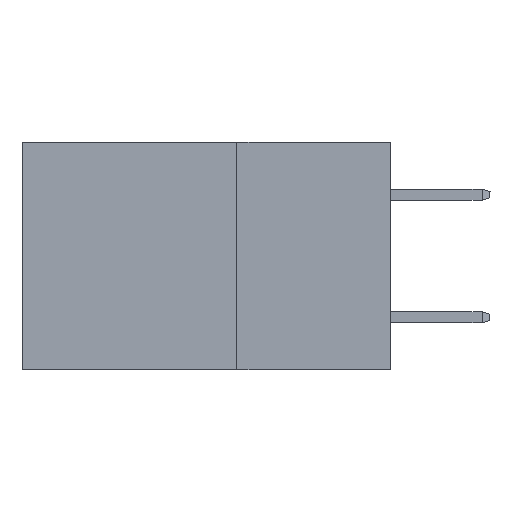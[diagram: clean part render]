
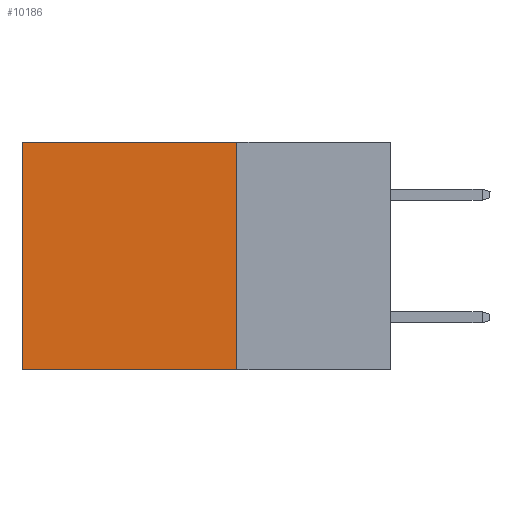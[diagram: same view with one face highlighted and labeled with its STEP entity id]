
A CAD part, left-side view. The second image highlights one B-rep face of the part: STEP entity #10186.
In plain terms, the highlighted planar face has unit normal (-1, 0, 0).
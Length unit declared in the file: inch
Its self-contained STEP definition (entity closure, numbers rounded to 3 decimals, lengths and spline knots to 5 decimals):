
#237 = VERTEX_POINT ( 'NONE', #17536 ) ;
#838 = CARTESIAN_POINT ( 'NONE',  ( 0.2875, 0.25, -0.37 ) ) ;
#879 = ORIENTED_EDGE ( 'NONE', *, *, #24189, .T. ) ;
#3092 = VECTOR ( 'NONE', #10249, 39.37008 ) ;
#5108 = CARTESIAN_POINT ( 'NONE',  ( 0.2875, 0.25, -0.37 ) ) ;
#6020 = VECTOR ( 'NONE', #15243, 39.37008 ) ;
#6145 = VECTOR ( 'NONE', #23182, 39.37008 ) ;
#6605 = LINE ( 'NONE', #5108, #16578 ) ;
#9326 = VERTEX_POINT ( 'NONE', #838 ) ;
#10100 = AXIS2_PLACEMENT_3D ( 'NONE', #10978, #24016, #12844 ) ;
#10186 = ADVANCED_FACE ( 'NONE', ( #11939 ), #20305, .F. ) ;
#10249 = DIRECTION ( 'NONE',  ( 0., 0., -1. ) ) ;
#10545 = ORIENTED_EDGE ( 'NONE', *, *, #11072, .T. ) ;
#10859 = VERTEX_POINT ( 'NONE', #14694 ) ;
#10978 = CARTESIAN_POINT ( 'NONE',  ( 0.2875, 0.25, 0. ) ) ;
#11072 = EDGE_CURVE ( 'NONE', #10859, #237, #15993, .T. ) ;
#11581 = CARTESIAN_POINT ( 'NONE',  ( 0.2875, 0.25, 0. ) ) ;
#11939 = FACE_OUTER_BOUND ( 'NONE', #18852, .T. ) ;
#12844 = DIRECTION ( 'NONE',  ( 0., 0., -1. ) ) ;
#13263 = ORIENTED_EDGE ( 'NONE', *, *, #14304, .F. ) ;
#13282 = LINE ( 'NONE', #21464, #3092 ) ;
#14295 = ORIENTED_EDGE ( 'NONE', *, *, #20150, .F. ) ;
#14304 = EDGE_CURVE ( 'NONE', #10859, #9326, #16114, .T. ) ;
#14694 = CARTESIAN_POINT ( 'NONE',  ( 0.2875, 0.25, 0. ) ) ;
#15243 = DIRECTION ( 'NONE',  ( 0., 1., 0. ) ) ;
#15993 = LINE ( 'NONE', #11581, #6020 ) ;
#16114 = LINE ( 'NONE', #21273, #6145 ) ;
#16578 = VECTOR ( 'NONE', #23824, 39.37008 ) ;
#17536 = CARTESIAN_POINT ( 'NONE',  ( 0.2875, 0.6, 0. ) ) ;
#18138 = VERTEX_POINT ( 'NONE', #18205 ) ;
#18205 = CARTESIAN_POINT ( 'NONE',  ( 0.2875, 0.6, -0.37 ) ) ;
#18852 = EDGE_LOOP ( 'NONE', ( #879, #14295, #13263, #10545 ) ) ;
#20150 = EDGE_CURVE ( 'NONE', #9326, #18138, #6605, .T. ) ;
#20305 = PLANE ( 'NONE',  #10100 ) ;
#21273 = CARTESIAN_POINT ( 'NONE',  ( 0.2875, 0.25, 0. ) ) ;
#21464 = CARTESIAN_POINT ( 'NONE',  ( 0.2875, 0.6, 0. ) ) ;
#23182 = DIRECTION ( 'NONE',  ( 0., 0., -1. ) ) ;
#23824 = DIRECTION ( 'NONE',  ( 0., 1., 0. ) ) ;
#24016 = DIRECTION ( 'NONE',  ( 1., 0., 0. ) ) ;
#24189 = EDGE_CURVE ( 'NONE', #237, #18138, #13282, .T. ) ;
